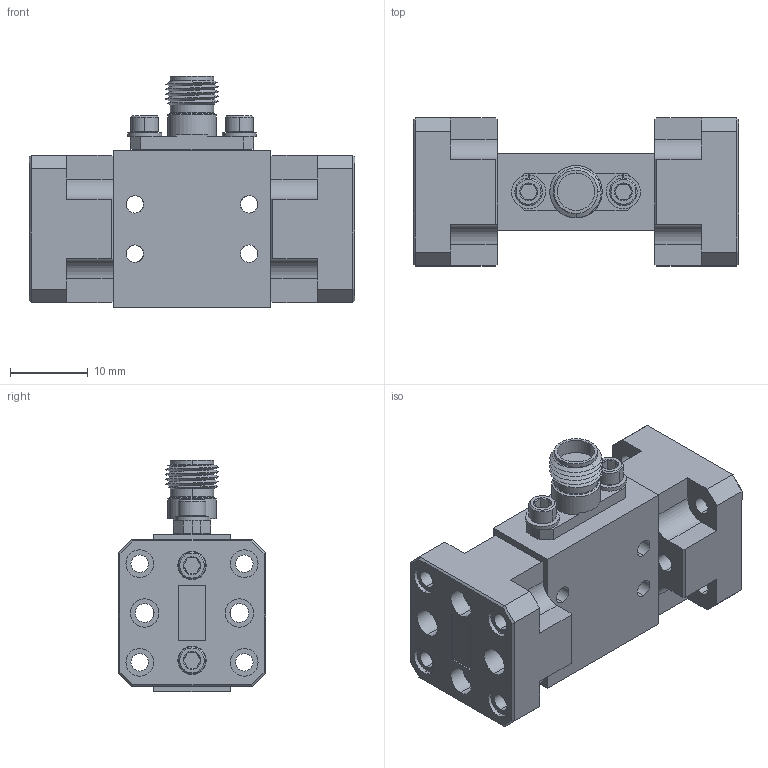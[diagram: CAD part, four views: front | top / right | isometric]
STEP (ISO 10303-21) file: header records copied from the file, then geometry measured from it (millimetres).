
FILE_DESCRIPTION (( 'STEP AP214' ), '1' );
FILE_NAME ('FB-NAM-1.STEP', '2024-04-03T20:15:48', ( '' ), ( '' ), 'SwSTEP 2.0', 'SolidWorks 2021', '' );
FILE_SCHEMA (( 'AUTOMOTIVE_DESIGN' ));
Length unit declared in the file: inch
Products named in the file (1): FB-NAM-1
Bounding box: 41.91 x 19.05 x 29.84 mm (x, y, z)
Volume: 10063.1 mm3; surface area: 6661.3 mm2
Topology: 12 solids, 12 shells, 405 faces, 911 edges, 564 vertices
Faces by surface type: plane 200, cylinder 129, cone 72, torus 2, bspline 2
Entity records: 17376 total; most frequent: CARTESIAN_POINT 2695, DIRECTION 2015, ORIENTED_EDGE 1822, EDGE_CURVE 911, AXIS2_PLACEMENT_3D 752, VERTEX_POINT 564, VECTOR 511, LINE 511
